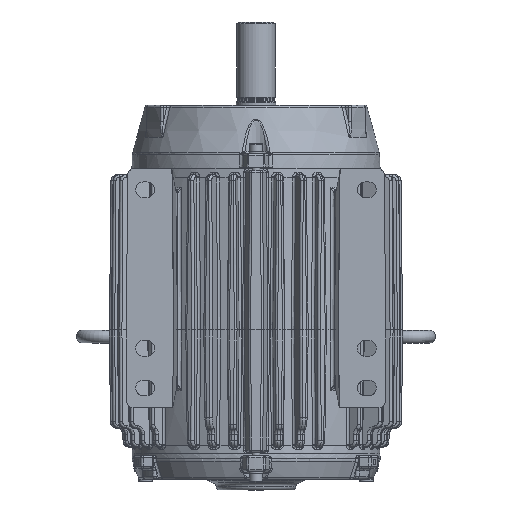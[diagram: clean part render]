
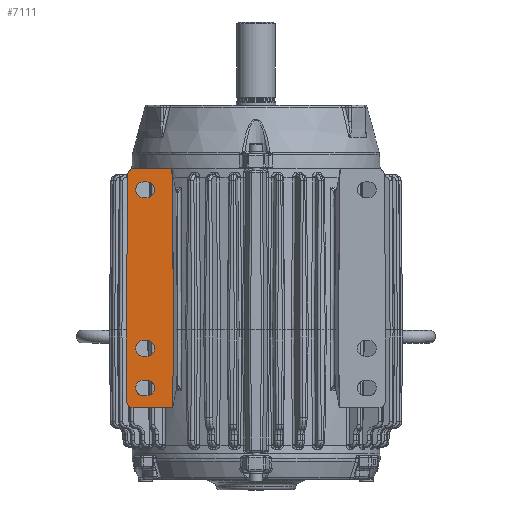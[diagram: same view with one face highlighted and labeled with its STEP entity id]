
A CAD part, front view. The second image highlights one B-rep face of the part: STEP entity #7111.
In plain terms, the highlighted planar face has unit normal (0, -1, 0).
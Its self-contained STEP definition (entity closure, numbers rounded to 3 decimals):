
#545=FACE_BOUND('',#16134,.T.);
#546=FACE_BOUND('',#16135,.T.);
#547=FACE_BOUND('',#16136,.T.);
#548=FACE_BOUND('',#16137,.T.);
#4598=PLANE('',#68192);
#7111=ADVANCED_FACE('',(#545,#546,#547,#548),#4598,.F.);
#16134=EDGE_LOOP('',(#35596,#35597,#35598,#35599));
#16135=EDGE_LOOP('',(#35600,#35601,#35602,#35603));
#16136=EDGE_LOOP('',(#35604,#35605,#35606,#35607));
#16137=EDGE_LOOP('',(#35608,#35609,#35610,#35611,#35612,#35613,#35614,#35615,
#35616,#35617));
#19340=LINE('',#124617,#21755);
#19341=LINE('',#124621,#21756);
#19342=LINE('',#124625,#21757);
#19343=LINE('',#124629,#21758);
#19344=LINE('',#124633,#21759);
#19345=LINE('',#124637,#21760);
#19346=LINE('',#124641,#21761);
#19347=LINE('',#124643,#21762);
#19348=LINE('',#124647,#21763);
#19349=LINE('',#124651,#21764);
#19350=LINE('',#124653,#21765);
#19351=LINE('',#124657,#21766);
#21755=VECTOR('',#80344,1.);
#21756=VECTOR('',#80347,1.);
#21757=VECTOR('',#80350,1.);
#21758=VECTOR('',#80353,1.);
#21759=VECTOR('',#80356,1.);
#21760=VECTOR('',#80359,1.);
#21761=VECTOR('',#80362,1.);
#21762=VECTOR('',#80363,1.);
#21763=VECTOR('',#80366,1.);
#21764=VECTOR('',#80369,1.);
#21765=VECTOR('',#80370,1.);
#21766=VECTOR('',#80373,1.);
#35596=ORIENTED_EDGE('',*,*,#55860,.F.);
#35597=ORIENTED_EDGE('',*,*,#55861,.F.);
#35598=ORIENTED_EDGE('',*,*,#55862,.F.);
#35599=ORIENTED_EDGE('',*,*,#55863,.F.);
#35600=ORIENTED_EDGE('',*,*,#55864,.F.);
#35601=ORIENTED_EDGE('',*,*,#55865,.F.);
#35602=ORIENTED_EDGE('',*,*,#55866,.F.);
#35603=ORIENTED_EDGE('',*,*,#55867,.F.);
#35604=ORIENTED_EDGE('',*,*,#55868,.F.);
#35605=ORIENTED_EDGE('',*,*,#55869,.F.);
#35606=ORIENTED_EDGE('',*,*,#55870,.F.);
#35607=ORIENTED_EDGE('',*,*,#55871,.F.);
#35608=ORIENTED_EDGE('',*,*,#55872,.T.);
#35609=ORIENTED_EDGE('',*,*,#55873,.T.);
#35610=ORIENTED_EDGE('',*,*,#55874,.T.);
#35611=ORIENTED_EDGE('',*,*,#55875,.T.);
#35612=ORIENTED_EDGE('',*,*,#55876,.F.);
#35613=ORIENTED_EDGE('',*,*,#55877,.T.);
#35614=ORIENTED_EDGE('',*,*,#55878,.T.);
#35615=ORIENTED_EDGE('',*,*,#55879,.T.);
#35616=ORIENTED_EDGE('',*,*,#55880,.T.);
#35617=ORIENTED_EDGE('',*,*,#55881,.F.);
#47905=VERTEX_POINT('',#124615);
#47906=VERTEX_POINT('',#124616);
#47907=VERTEX_POINT('',#124618);
#47908=VERTEX_POINT('',#124620);
#47909=VERTEX_POINT('',#124623);
#47910=VERTEX_POINT('',#124624);
#47911=VERTEX_POINT('',#124626);
#47912=VERTEX_POINT('',#124628);
#47913=VERTEX_POINT('',#124631);
#47914=VERTEX_POINT('',#124632);
#47915=VERTEX_POINT('',#124634);
#47916=VERTEX_POINT('',#124636);
#47917=VERTEX_POINT('',#124639);
#47918=VERTEX_POINT('',#124640);
#47919=VERTEX_POINT('',#124642);
#47920=VERTEX_POINT('',#124644);
#47921=VERTEX_POINT('',#124646);
#47922=VERTEX_POINT('',#124648);
#47923=VERTEX_POINT('',#124650);
#47924=VERTEX_POINT('',#124652);
#47925=VERTEX_POINT('',#124654);
#47926=VERTEX_POINT('',#124656);
#55860=EDGE_CURVE('',#47905,#47906,#62708,.T.);
#55861=EDGE_CURVE('',#47907,#47905,#19340,.T.);
#55862=EDGE_CURVE('',#47908,#47907,#62709,.T.);
#55863=EDGE_CURVE('',#47906,#47908,#19341,.T.);
#55864=EDGE_CURVE('',#47909,#47910,#62710,.T.);
#55865=EDGE_CURVE('',#47911,#47909,#19342,.T.);
#55866=EDGE_CURVE('',#47912,#47911,#62711,.T.);
#55867=EDGE_CURVE('',#47910,#47912,#19343,.T.);
#55868=EDGE_CURVE('',#47913,#47914,#62712,.T.);
#55869=EDGE_CURVE('',#47915,#47913,#19344,.T.);
#55870=EDGE_CURVE('',#47916,#47915,#62713,.T.);
#55871=EDGE_CURVE('',#47914,#47916,#19345,.T.);
#55872=EDGE_CURVE('',#47917,#47918,#62714,.T.);
#55873=EDGE_CURVE('',#47918,#47919,#19346,.T.);
#55874=EDGE_CURVE('',#47919,#47920,#19347,.T.);
#55875=EDGE_CURVE('',#47920,#47921,#62715,.T.);
#55876=EDGE_CURVE('',#47922,#47921,#19348,.T.);
#55877=EDGE_CURVE('',#47922,#47923,#62716,.T.);
#55878=EDGE_CURVE('',#47923,#47924,#19349,.T.);
#55879=EDGE_CURVE('',#47924,#47925,#19350,.T.);
#55880=EDGE_CURVE('',#47925,#47926,#62717,.T.);
#55881=EDGE_CURVE('',#47917,#47926,#19351,.T.);
#62708=CIRCLE('',#68182,5.);
#62709=CIRCLE('',#68183,5.);
#62710=CIRCLE('',#68184,5.);
#62711=CIRCLE('',#68185,5.);
#62712=CIRCLE('',#68186,5.);
#62713=CIRCLE('',#68187,5.);
#62714=CIRCLE('',#68188,3.944);
#62715=CIRCLE('',#68189,4.);
#62716=CIRCLE('',#68190,1.5);
#62717=CIRCLE('',#68191,1.5);
#68182=AXIS2_PLACEMENT_3D('',#124614,#80342,#80343);
#68183=AXIS2_PLACEMENT_3D('',#124619,#80345,#80346);
#68184=AXIS2_PLACEMENT_3D('',#124622,#80348,#80349);
#68185=AXIS2_PLACEMENT_3D('',#124627,#80351,#80352);
#68186=AXIS2_PLACEMENT_3D('',#124630,#80354,#80355);
#68187=AXIS2_PLACEMENT_3D('',#124635,#80357,#80358);
#68188=AXIS2_PLACEMENT_3D('',#124638,#80360,#80361);
#68189=AXIS2_PLACEMENT_3D('',#124645,#80364,#80365);
#68190=AXIS2_PLACEMENT_3D('',#124649,#80367,#80368);
#68191=AXIS2_PLACEMENT_3D('',#124655,#80371,#80372);
#68192=AXIS2_PLACEMENT_3D('',#124658,#80374,#80375);
#80342=DIRECTION('',(0.,-1.,0.));
#80343=DIRECTION('',(0.,0.,1.));
#80344=DIRECTION('',(-1.,0.,0.));
#80345=DIRECTION('',(0.,-1.,0.));
#80346=DIRECTION('',(0.,0.,1.));
#80347=DIRECTION('',(1.,0.,0.));
#80348=DIRECTION('',(0.,-1.,0.));
#80349=DIRECTION('',(0.,0.,1.));
#80350=DIRECTION('',(-1.,0.,0.));
#80351=DIRECTION('',(0.,-1.,0.));
#80352=DIRECTION('',(0.,0.,1.));
#80353=DIRECTION('',(1.,0.,0.));
#80354=DIRECTION('',(0.,-1.,0.));
#80355=DIRECTION('',(0.,0.,1.));
#80356=DIRECTION('',(-1.,0.,0.));
#80357=DIRECTION('',(0.,-1.,0.));
#80358=DIRECTION('',(0.,0.,1.));
#80359=DIRECTION('',(1.,0.,0.));
#80360=DIRECTION('',(0.,-1.,0.));
#80361=DIRECTION('',(0.,0.,1.));
#80362=DIRECTION('',(-0.01,0.,-1.));
#80363=DIRECTION('',(0.007,0.,-1.));
#80364=DIRECTION('',(0.,-1.,0.));
#80365=DIRECTION('',(0.,0.,1.));
#80366=DIRECTION('',(-1.,0.,0.));
#80367=DIRECTION('',(0.,-1.,0.));
#80368=DIRECTION('',(0.,0.,1.));
#80369=DIRECTION('',(0.014,0.,1.));
#80370=DIRECTION('',(-0.01,0.,1.));
#80371=DIRECTION('',(0.,-1.,0.));
#80372=DIRECTION('',(0.,0.,1.));
#80373=DIRECTION('',(1.,0.,0.));
#80374=DIRECTION('',(0.,1.,0.));
#80375=DIRECTION('',(0.,0.,1.));
#124614=CARTESIAN_POINT('',(-71.,-90.,-180.901));
#124615=CARTESIAN_POINT('',(-71.,-90.,-175.901));
#124616=CARTESIAN_POINT('',(-71.,-90.,-185.901));
#124617=CARTESIAN_POINT('',(-69.,-90.,-175.901));
#124618=CARTESIAN_POINT('',(-69.,-90.,-175.901));
#124619=CARTESIAN_POINT('',(-69.,-90.,-180.901));
#124620=CARTESIAN_POINT('',(-69.,-90.,-185.901));
#124621=CARTESIAN_POINT('',(-71.,-90.,-185.901));
#124622=CARTESIAN_POINT('',(-71.,-90.,-155.901));
#124623=CARTESIAN_POINT('',(-71.,-90.,-150.901));
#124624=CARTESIAN_POINT('',(-71.,-90.,-160.901));
#124625=CARTESIAN_POINT('',(-69.,-90.,-150.901));
#124626=CARTESIAN_POINT('',(-69.,-90.,-150.901));
#124627=CARTESIAN_POINT('',(-69.,-90.,-155.901));
#124628=CARTESIAN_POINT('',(-69.,-90.,-160.901));
#124629=CARTESIAN_POINT('',(-71.,-90.,-160.901));
#124630=CARTESIAN_POINT('',(-71.,-90.,-55.901));
#124631=CARTESIAN_POINT('',(-71.,-90.,-50.901));
#124632=CARTESIAN_POINT('',(-71.,-90.,-60.901));
#124633=CARTESIAN_POINT('',(-69.,-90.,-50.901));
#124634=CARTESIAN_POINT('',(-69.,-90.,-50.901));
#124635=CARTESIAN_POINT('',(-69.,-90.,-55.901));
#124636=CARTESIAN_POINT('',(-69.,-90.,-60.901));
#124637=CARTESIAN_POINT('',(-71.,-90.,-60.901));
#124638=CARTESIAN_POINT('',(-76.926,-90.,-46.455));
#124639=CARTESIAN_POINT('',(-76.926,-90.,-42.511));
#124640=CARTESIAN_POINT('',(-80.87,-90.,-46.414));
#124641=CARTESIAN_POINT('',(-81.895,-90.,-144.301));
#124642=CARTESIAN_POINT('',(-81.895,-90.,-144.3));
#124643=CARTESIAN_POINT('',(-81.895,-90.,-144.3));
#124644=CARTESIAN_POINT('',(-81.58,-90.,-189.46));
#124645=CARTESIAN_POINT('',(-77.58,-90.,-189.432));
#124646=CARTESIAN_POINT('',(-77.58,-90.,-193.432));
#124647=CARTESIAN_POINT('',(-52.144,-90.,-193.432));
#124648=CARTESIAN_POINT('',(-54.138,-90.,-193.432));
#124649=CARTESIAN_POINT('',(-54.138,-90.,-191.932));
#124650=CARTESIAN_POINT('',(-52.639,-90.,-191.953));
#124651=CARTESIAN_POINT('',(-51.973,-90.,-144.3));
#124652=CARTESIAN_POINT('',(-51.973,-90.,-144.3));
#124653=CARTESIAN_POINT('',(-51.973,-90.,-144.301));
#124654=CARTESIAN_POINT('',(-53.024,-90.,-43.995));
#124655=CARTESIAN_POINT('',(-54.524,-90.,-44.011));
#124656=CARTESIAN_POINT('',(-54.524,-90.,-42.511));
#124657=CARTESIAN_POINT('',(-52.269,-90.,-42.511));
#124658=CARTESIAN_POINT('',(-105.,-90.,-12.697));
